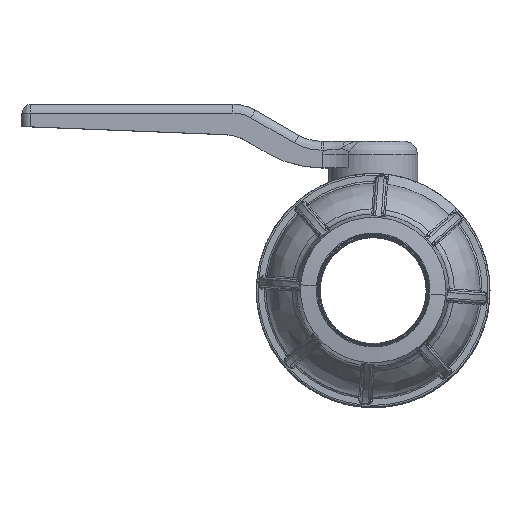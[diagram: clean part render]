
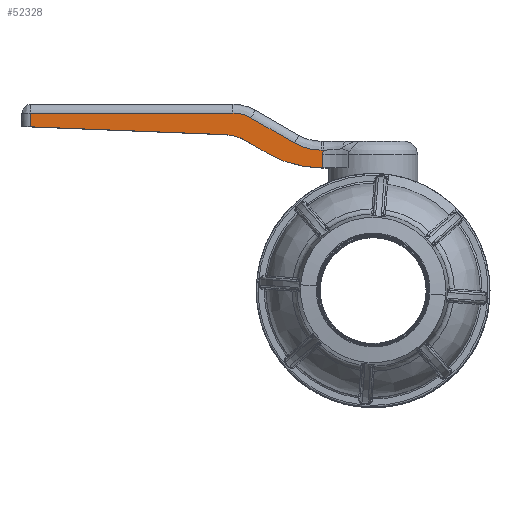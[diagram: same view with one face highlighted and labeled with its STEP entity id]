
A CAD part, top view. The second image highlights one B-rep face of the part: STEP entity #52328.
In plain terms, the highlighted planar face has unit normal (0, 0, 1).
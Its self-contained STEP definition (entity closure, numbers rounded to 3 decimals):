
#1508 = FACE_OUTER_BOUND ( 'NONE', #84187, .T. ) ;
#2260 = CARTESIAN_POINT ( 'NONE',  ( 53.94, 9.688, 7. ) ) ;
#3551 = EDGE_CURVE ( 'NONE', #92177, #111503, #48755, .T. ) ;
#4020 = CARTESIAN_POINT ( 'NONE',  ( 53.94, 12.354, 7. ) ) ;
#4181 = ORIENTED_EDGE ( 'NONE', *, *, #30715, .T. ) ;
#4190 = VERTEX_POINT ( 'NONE', #53314 ) ;
#4394 = EDGE_CURVE ( 'NONE', #28742, #48608, #70095, .T. ) ;
#5979 = CARTESIAN_POINT ( 'NONE',  ( 53.53, 10.354, 7. ) ) ;
#6196 = ORIENTED_EDGE ( 'NONE', *, *, #11239, .T. ) ;
#8003 = LINE ( 'NONE', #15245, #20842 ) ;
#8456 = CARTESIAN_POINT ( 'NONE',  ( 41.673, 9.569, 7. ) ) ;
#9144 = CARTESIAN_POINT ( 'NONE',  ( 53.53, 10.354, 7. ) ) ;
#11220 = CARTESIAN_POINT ( 'NONE',  ( 34.487, 18.66, 7. ) ) ;
#11239 = EDGE_CURVE ( 'NONE', #48608, #17210, #117982, .T. ) ;
#11619 = CARTESIAN_POINT ( 'NONE',  ( 33.784, 18.66, 7. ) ) ;
#11881 = DIRECTION ( 'NONE',  ( 0.999, -0.04, 0. ) ) ;
#13130 = AXIS2_PLACEMENT_3D ( 'NONE', #110932, #29405, #27831 ) ;
#13939 = ORIENTED_EDGE ( 'NONE', *, *, #23133, .F. ) ;
#14407 = DIRECTION ( 'NONE',  ( 0., 1., 0. ) ) ;
#15245 = CARTESIAN_POINT ( 'NONE',  ( 53.53, 18.66, 7. ) ) ;
#16501 = EDGE_CURVE ( 'NONE', #107687, #111503, #39608, .T. ) ;
#17210 = VERTEX_POINT ( 'NONE', #40053 ) ;
#19180 = CARTESIAN_POINT ( 'NONE',  ( 53.53, 6.354, 7. ) ) ;
#20688 = VERTEX_POINT ( 'NONE', #49279 ) ;
#20842 = VECTOR ( 'NONE', #33913, 1000. ) ;
#21542 = CARTESIAN_POINT ( 'NONE',  ( 36.532, 18.205, 7. ) ) ;
#21859 = CARTESIAN_POINT ( 'NONE',  ( -11.536, 22.354, 7. ) ) ;
#22697 = EDGE_CURVE ( 'NONE', #17210, #107687, #63318, .T. ) ;
#23133 = EDGE_CURVE ( 'NONE', #44037, #83186, #117399, .T. ) ;
#24209 = PLANE ( 'NONE',  #56288 ) ;
#24579 = CARTESIAN_POINT ( 'NONE',  ( 53.53, 22.354, 7. ) ) ;
#25727 = ORIENTED_EDGE ( 'NONE', *, *, #16501, .T. ) ;
#25812 = ORIENTED_EDGE ( 'NONE', *, *, #109421, .T. ) ;
#27831 = DIRECTION ( 'NONE',  ( -1., 0., 0. ) ) ;
#28528 = LINE ( 'NONE', #97484, #65478 ) ;
#28742 = VERTEX_POINT ( 'NONE', #30683 ) ;
#29405 = DIRECTION ( 'NONE',  ( 0., 0., -1. ) ) ;
#29449 = CARTESIAN_POINT ( 'NONE',  ( 49.407, 11.035, 7. ) ) ;
#30683 = CARTESIAN_POINT ( 'NONE',  ( -11.536, 18.66, 7. ) ) ;
#30715 = EDGE_CURVE ( 'NONE', #72038, #75823, #115207, .T. ) ;
#33913 = DIRECTION ( 'NONE',  ( -1., 0., 0. ) ) ;
#34038 = ORIENTED_EDGE ( 'NONE', *, *, #4394, .T. ) ;
#39608 = LINE ( 'NONE', #59766, #92159 ) ;
#40019 = B_SPLINE_CURVE_WITH_KNOTS ( 'NONE', 3,
 ( #92136, #2260, #83784, #74200 ),
 .UNSPECIFIED., .F., .F.,
 ( 4, 4 ),
 ( 0., 1. ),
 .UNSPECIFIED. ) ;
#40053 = CARTESIAN_POINT ( 'NONE',  ( 31.98, 13.841, 7. ) ) ;
#40491 = EDGE_CURVE ( 'NONE', #20688, #111517, #46231, .T. ) ;
#40614 = CARTESIAN_POINT ( 'NONE',  ( 53.673, 30.354, 7. ) ) ;
#41996 = ORIENTED_EDGE ( 'NONE', *, *, #68573, .T. ) ;
#43585 = CARTESIAN_POINT ( 'NONE',  ( 37.784, 17.588, 7. ) ) ;
#44037 = VERTEX_POINT ( 'NONE', #5979 ) ;
#45331 = VECTOR ( 'NONE', #82745, 1000. ) ;
#45678 = CARTESIAN_POINT ( 'NONE',  ( 33.784, 18.66, 7. ) ) ;
#46231 = LINE ( 'NONE', #4020, #107396 ) ;
#48608 = VERTEX_POINT ( 'NONE', #94119 ) ;
#48755 = CIRCLE ( 'NONE', #88264, 24. ) ;
#49063 = VECTOR ( 'NONE', #63627, 1000. ) ;
#49279 = CARTESIAN_POINT ( 'NONE',  ( 53.94, 6.354, 7. ) ) ;
#49338 = CARTESIAN_POINT ( 'NONE',  ( 35.177, 18.569, 7. ) ) ;
#49478 = CARTESIAN_POINT ( 'NONE',  ( 53.673, 6.354, 7. ) ) ;
#49649 = DIRECTION ( 'NONE',  ( 0., -1., 0. ) ) ;
#49726 = DIRECTION ( 'NONE',  ( 0., 0., -1. ) ) ;
#49816 = ORIENTED_EDGE ( 'NONE', *, *, #3551, .F. ) ;
#52160 = DIRECTION ( 'NONE',  ( -0.866, 0.5, 0. ) ) ;
#52328 = ADVANCED_FACE ( 'NONE', ( #1508 ), #24209, .T. ) ;
#53314 = CARTESIAN_POINT ( 'NONE',  ( 47.53, 11.961, 7. ) ) ;
#56288 = AXIS2_PLACEMENT_3D ( 'NONE', #24579, #114072, #96956 ) ;
#58700 = ORIENTED_EDGE ( 'NONE', *, *, #104917, .T. ) ;
#59766 = CARTESIAN_POINT ( 'NONE',  ( 36.581, 12.509, 7. ) ) ;
#62641 = CARTESIAN_POINT ( 'NONE',  ( 54.008, 10.354, 7. ) ) ;
#63318 = CIRCLE ( 'NONE', #13130, 10. ) ;
#63627 = DIRECTION ( 'NONE',  ( 1., 0., 0. ) ) ;
#65478 = VECTOR ( 'NONE', #52160, 1000. ) ;
#68573 = EDGE_CURVE ( 'NONE', #4190, #72038, #28528, .T. ) ;
#69397 = ORIENTED_EDGE ( 'NONE', *, *, #40491, .T. ) ;
#70095 = LINE ( 'NONE', #21859, #117004 ) ;
#72038 = VERTEX_POINT ( 'NONE', #43585 ) ;
#73548 = CARTESIAN_POINT ( 'NONE',  ( 47.53, 11.961, 7. ) ) ;
#74200 = CARTESIAN_POINT ( 'NONE',  ( 54.008, 10.354, 7. ) ) ;
#75823 = VERTEX_POINT ( 'NONE', #45678 ) ;
#80001 = EDGE_CURVE ( 'NONE', #44037, #4190, #92747, .T. ) ;
#82328 = CARTESIAN_POINT ( 'NONE',  ( 53.53, 10.354, 7. ) ) ;
#82745 = DIRECTION ( 'NONE',  ( 1., 0., 0. ) ) ;
#83186 = VERTEX_POINT ( 'NONE', #62641 ) ;
#83784 = CARTESIAN_POINT ( 'NONE',  ( 53.962, 10.022, 7. ) ) ;
#84187 = EDGE_LOOP ( 'NONE', ( #104365, #69397, #58700, #13939, #114601, #41996, #4181, #25812, #34038, #6196, #115272, #25727, #49816 ) ) ;
#86333 = DIRECTION ( 'NONE',  ( -1., 0., 0. ) ) ;
#87620 = DIRECTION ( 'NONE',  ( 0.866, -0.5, 0. ) ) ;
#88264 = AXIS2_PLACEMENT_3D ( 'NONE', #40614, #49726, #86333 ) ;
#92136 = CARTESIAN_POINT ( 'NONE',  ( 53.94, 9.354, 7. ) ) ;
#92159 = VECTOR ( 'NONE', #87620, 1000. ) ;
#92177 = VERTEX_POINT ( 'NONE', #49478 ) ;
#92645 = CARTESIAN_POINT ( 'NONE',  ( 48.442, 11.435, 7. ) ) ;
#92747 = B_SPLINE_CURVE_WITH_KNOTS ( 'NONE', 3,
 ( #82328, #102197, #100610, #29449, #92645, #73548 ),
 .UNSPECIFIED., .F., .F.,
 ( 4, 2, 4 ),
 ( 0., 0.5, 1. ),
 .UNSPECIFIED. ) ;
#93869 = CARTESIAN_POINT ( 'NONE',  ( 37.176, 17.939, 7. ) ) ;
#94119 = CARTESIAN_POINT ( 'NONE',  ( -11.536, 15.58, 7. ) ) ;
#96956 = DIRECTION ( 'NONE',  ( 1., 0., 0. ) ) ;
#97484 = CARTESIAN_POINT ( 'NONE',  ( 47.53, 11.961, 7. ) ) ;
#100610 = CARTESIAN_POINT ( 'NONE',  ( 51.441, 10.49, 7. ) ) ;
#101567 = EDGE_CURVE ( 'NONE', #92177, #20688, #109329, .T. ) ;
#102197 = CARTESIAN_POINT ( 'NONE',  ( 52.476, 10.354, 7. ) ) ;
#103752 = VECTOR ( 'NONE', #11881, 1000. ) ;
#104365 = ORIENTED_EDGE ( 'NONE', *, *, #101567, .T. ) ;
#104917 = EDGE_CURVE ( 'NONE', #111517, #83186, #40019, .T. ) ;
#107396 = VECTOR ( 'NONE', #14407, 1000. ) ;
#107687 = VERTEX_POINT ( 'NONE', #108874 ) ;
#108874 = CARTESIAN_POINT ( 'NONE',  ( 36.581, 12.509, 7. ) ) ;
#109329 = LINE ( 'NONE', #19180, #45331 ) ;
#109421 = EDGE_CURVE ( 'NONE', #75823, #28742, #8003, .T. ) ;
#109839 = CARTESIAN_POINT ( 'NONE',  ( 53.94, 9.354, 7. ) ) ;
#110932 = CARTESIAN_POINT ( 'NONE',  ( 31.581, 3.849, 7. ) ) ;
#111409 = CARTESIAN_POINT ( 'NONE',  ( 37.784, 17.588, 7. ) ) ;
#111503 = VERTEX_POINT ( 'NONE', #8456 ) ;
#111517 = VERTEX_POINT ( 'NONE', #109839 ) ;
#112070 = CARTESIAN_POINT ( 'NONE',  ( -11.536, 15.58, 7. ) ) ;
#114072 = DIRECTION ( 'NONE',  ( 0., 0., 1. ) ) ;
#114601 = ORIENTED_EDGE ( 'NONE', *, *, #80001, .T. ) ;
#115207 = B_SPLINE_CURVE_WITH_KNOTS ( 'NONE', 3,
 ( #111409, #93869, #21542, #49338, #11220, #11619 ),
 .UNSPECIFIED., .F., .F.,
 ( 4, 2, 4 ),
 ( 0., 0.5, 1. ),
 .UNSPECIFIED. ) ;
#115272 = ORIENTED_EDGE ( 'NONE', *, *, #22697, .T. ) ;
#117004 = VECTOR ( 'NONE', #49649, 1000. ) ;
#117399 = LINE ( 'NONE', #9144, #49063 ) ;
#117982 = LINE ( 'NONE', #112070, #103752 ) ;
